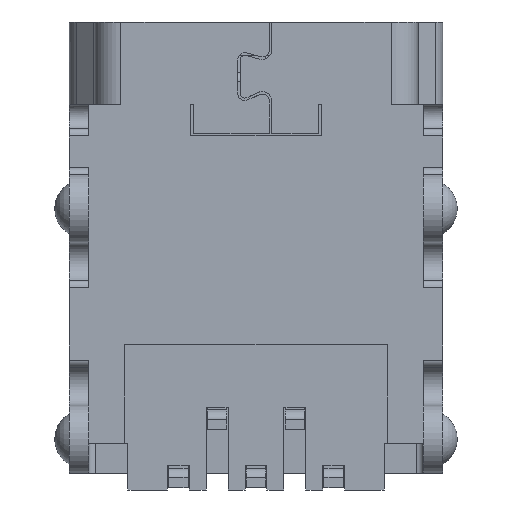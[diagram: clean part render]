
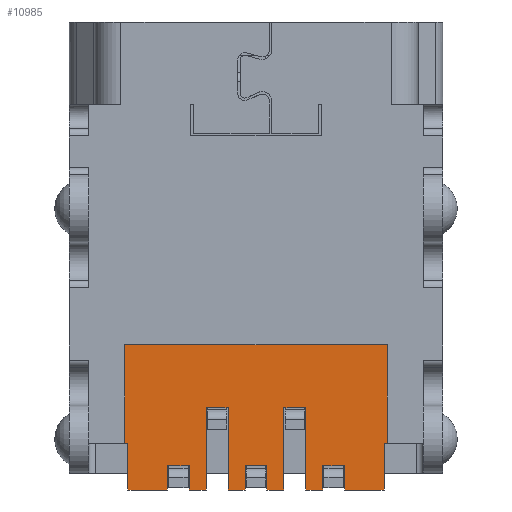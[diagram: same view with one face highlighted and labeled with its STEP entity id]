
A CAD part, front view. The second image highlights one B-rep face of the part: STEP entity #10985.
In plain terms, the highlighted planar face has unit normal (0, -1, 0).
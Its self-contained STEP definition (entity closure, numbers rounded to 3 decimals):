
#1891=DIRECTION('',(0.,0.,1.));
#1892=VECTOR('',#1891,0.5);
#1893=CARTESIAN_POINT('',(-0.225,-1.5,-9.65));
#1894=LINE('',#1893,#1892);
#1895=DIRECTION('',(1.,0.,0.));
#1896=VECTOR('',#1895,0.35);
#1897=CARTESIAN_POINT('',(-0.575,-1.5,-9.65));
#1898=LINE('',#1897,#1896);
#1899=DIRECTION('',(0.,0.,-1.));
#1900=VECTOR('',#1899,1.7);
#1901=CARTESIAN_POINT('',(-0.575,-1.5,-7.95));
#1902=LINE('',#1901,#1900);
#1903=DIRECTION('',(1.,0.,0.));
#1904=VECTOR('',#1903,0.45);
#1905=CARTESIAN_POINT('',(-1.025,-1.5,-7.95));
#1906=LINE('',#1905,#1904);
#1907=DIRECTION('',(1.,0.,0.));
#1908=VECTOR('',#1907,0.35);
#1909=CARTESIAN_POINT('',(-1.375,-1.5,-9.65));
#1910=LINE('',#1909,#1908);
#1911=DIRECTION('',(1.,0.,0.));
#1912=VECTOR('',#1911,0.815);
#1913=CARTESIAN_POINT('',(-2.64,-1.5,-9.65));
#1914=LINE('',#1913,#1912);
#1915=DIRECTION('',(1.,0.,0.));
#1916=VECTOR('',#1915,0.07);
#1917=CARTESIAN_POINT('',(-2.71,-1.5,-8.69));
#1918=LINE('',#1917,#1916);
#1919=DIRECTION('',(1.,0.,0.));
#1920=VECTOR('',#1919,0.07);
#1921=CARTESIAN_POINT('',(2.64,-1.5,-8.69));
#1922=LINE('',#1921,#1920);
#1923=DIRECTION('',(1.,0.,0.));
#1924=VECTOR('',#1923,0.815);
#1925=CARTESIAN_POINT('',(1.825,-1.5,-9.65));
#1926=LINE('',#1925,#1924);
#1927=DIRECTION('',(1.,0.,0.));
#1928=VECTOR('',#1927,0.35);
#1929=CARTESIAN_POINT('',(1.025,-1.5,-9.65));
#1930=LINE('',#1929,#1928);
#1931=DIRECTION('',(1.,0.,0.));
#1932=VECTOR('',#1931,0.35);
#1933=CARTESIAN_POINT('',(0.225,-1.5,-9.65));
#1934=LINE('',#1933,#1932);
#1939=DIRECTION('',(0.,0.,1.));
#1940=VECTOR('',#1939,1.7);
#1941=CARTESIAN_POINT('',(-1.025,-1.5,-9.65));
#1942=LINE('',#1941,#1940);
#1963=DIRECTION('',(0.,0.,-1.));
#1964=VECTOR('',#1963,0.5);
#1965=CARTESIAN_POINT('',(-1.375,-1.5,-9.15));
#1966=LINE('',#1965,#1964);
#1967=DIRECTION('',(1.,0.,0.));
#1968=VECTOR('',#1967,0.45);
#1969=CARTESIAN_POINT('',(-1.825,-1.5,-9.15));
#1970=LINE('',#1969,#1968);
#1983=DIRECTION('',(0.,0.,1.));
#1984=VECTOR('',#1983,0.5);
#1985=CARTESIAN_POINT('',(-1.825,-1.5,-9.65));
#1986=LINE('',#1985,#1984);
#2011=DIRECTION('',(0.,0.,-1.));
#2012=VECTOR('',#2011,0.96);
#2013=CARTESIAN_POINT('',(-2.64,-1.5,-8.69));
#2014=LINE('',#2013,#2012);
#3029=DIRECTION('',(0.,0.,1.));
#3030=VECTOR('',#3029,2.04);
#3031=CARTESIAN_POINT('',(2.71,-1.5,-8.69));
#3032=LINE('',#3031,#3030);
#3045=DIRECTION('',(-1.,0.,0.));
#3046=VECTOR('',#3045,5.42);
#3047=CARTESIAN_POINT('',(2.71,-1.5,-6.65));
#3048=LINE('',#3047,#3046);
#3057=DIRECTION('',(0.,0.,-1.));
#3058=VECTOR('',#3057,2.04);
#3059=CARTESIAN_POINT('',(-2.71,-1.5,-6.65));
#3060=LINE('',#3059,#3058);
#3814=DIRECTION('',(0.,0.,1.));
#3815=VECTOR('',#3814,0.96);
#3816=CARTESIAN_POINT('',(2.64,-1.5,-9.65));
#3817=LINE('',#3816,#3815);
#3838=DIRECTION('',(0.,0.,-1.));
#3839=VECTOR('',#3838,0.5);
#3840=CARTESIAN_POINT('',(1.825,-1.5,-9.15));
#3841=LINE('',#3840,#3839);
#3842=DIRECTION('',(1.,0.,0.));
#3843=VECTOR('',#3842,0.45);
#3844=CARTESIAN_POINT('',(1.375,-1.5,-9.15));
#3845=LINE('',#3844,#3843);
#3858=DIRECTION('',(0.,0.,1.));
#3859=VECTOR('',#3858,0.5);
#3860=CARTESIAN_POINT('',(1.375,-1.5,-9.65));
#3861=LINE('',#3860,#3859);
#3882=DIRECTION('',(0.,0.,-1.));
#3883=VECTOR('',#3882,1.7);
#3884=CARTESIAN_POINT('',(1.025,-1.5,-7.95));
#3885=LINE('',#3884,#3883);
#3886=DIRECTION('',(1.,0.,0.));
#3887=VECTOR('',#3886,0.45);
#3888=CARTESIAN_POINT('',(0.575,-1.5,-7.95));
#3889=LINE('',#3888,#3887);
#3902=DIRECTION('',(0.,0.,1.));
#3903=VECTOR('',#3902,1.7);
#3904=CARTESIAN_POINT('',(0.575,-1.5,-9.65));
#3905=LINE('',#3904,#3903);
#3926=DIRECTION('',(0.,0.,-1.));
#3927=VECTOR('',#3926,0.5);
#3928=CARTESIAN_POINT('',(0.225,-1.5,-9.15));
#3929=LINE('',#3928,#3927);
#3930=DIRECTION('',(1.,0.,0.));
#3931=VECTOR('',#3930,0.45);
#3932=CARTESIAN_POINT('',(-0.225,-1.5,-9.15));
#3933=LINE('',#3932,#3931);
#6760=CARTESIAN_POINT('',(2.71,-1.5,-8.69));
#6761=VERTEX_POINT('',#6760);
#6762=CARTESIAN_POINT('',(2.64,-1.5,-8.69));
#6763=VERTEX_POINT('',#6762);
#6767=CARTESIAN_POINT('',(-2.64,-1.5,-8.69));
#6769=VERTEX_POINT('',#6767);
#6770=CARTESIAN_POINT('',(-2.71,-1.5,-8.69));
#6771=VERTEX_POINT('',#6770);
#7044=CARTESIAN_POINT('',(-0.225,-1.5,-9.65));
#7045=VERTEX_POINT('',#7044);
#7046=CARTESIAN_POINT('',(-0.225,-1.5,-9.15));
#7047=VERTEX_POINT('',#7046);
#7048=CARTESIAN_POINT('',(-0.575,-1.5,-9.65));
#7049=VERTEX_POINT('',#7048);
#7050=CARTESIAN_POINT('',(0.225,-1.5,-9.65));
#7051=VERTEX_POINT('',#7050);
#7052=CARTESIAN_POINT('',(0.575,-1.5,-9.65));
#7053=VERTEX_POINT('',#7052);
#7054=CARTESIAN_POINT('',(1.375,-1.5,-9.65));
#7055=VERTEX_POINT('',#7054);
#7056=CARTESIAN_POINT('',(1.025,-1.5,-9.65));
#7057=VERTEX_POINT('',#7056);
#7058=CARTESIAN_POINT('',(1.825,-1.5,-9.65));
#7059=VERTEX_POINT('',#7058);
#7060=CARTESIAN_POINT('',(2.64,-1.5,-9.65));
#7061=VERTEX_POINT('',#7060);
#7062=CARTESIAN_POINT('',(-1.825,-1.5,-9.65));
#7063=VERTEX_POINT('',#7062);
#7064=CARTESIAN_POINT('',(-2.64,-1.5,-9.65));
#7065=VERTEX_POINT('',#7064);
#7066=CARTESIAN_POINT('',(-1.375,-1.5,-9.65));
#7067=VERTEX_POINT('',#7066);
#7068=CARTESIAN_POINT('',(-1.025,-1.5,-9.65));
#7069=VERTEX_POINT('',#7068);
#7070=CARTESIAN_POINT('',(-0.575,-1.5,-7.95));
#7071=VERTEX_POINT('',#7070);
#7072=CARTESIAN_POINT('',(-1.025,-1.5,-7.95));
#7073=VERTEX_POINT('',#7072);
#7074=CARTESIAN_POINT('',(-1.375,-1.5,-9.15));
#7075=VERTEX_POINT('',#7074);
#7076=CARTESIAN_POINT('',(-1.825,-1.5,-9.15));
#7077=VERTEX_POINT('',#7076);
#7078=CARTESIAN_POINT('',(-2.71,-1.5,-6.65));
#7079=VERTEX_POINT('',#7078);
#7080=CARTESIAN_POINT('',(2.71,-1.5,-6.65));
#7081=VERTEX_POINT('',#7080);
#7082=CARTESIAN_POINT('',(1.825,-1.5,-9.15));
#7083=VERTEX_POINT('',#7082);
#7084=CARTESIAN_POINT('',(1.375,-1.5,-9.15));
#7085=VERTEX_POINT('',#7084);
#7086=CARTESIAN_POINT('',(1.025,-1.5,-7.95));
#7087=VERTEX_POINT('',#7086);
#7088=CARTESIAN_POINT('',(0.575,-1.5,-7.95));
#7089=VERTEX_POINT('',#7088);
#7090=CARTESIAN_POINT('',(0.225,-1.5,-9.15));
#7091=VERTEX_POINT('',#7090);
#10927=CARTESIAN_POINT('',(0.,-1.5,-8.15));
#10928=DIRECTION('',(0.,1.,0.));
#10929=DIRECTION('',(1.,0.,0.));
#10930=AXIS2_PLACEMENT_3D('',#10927,#10928,#10929);
#10931=PLANE('',#10930);
#10932=ORIENTED_EDGE('',*,*,#10877,.F.);
#10933=ORIENTED_EDGE('',*,*,#10894,.F.);
#10934=ORIENTED_EDGE('',*,*,#10908,.F.);
#10935=ORIENTED_EDGE('',*,*,#10918,.F.);
#10937=ORIENTED_EDGE('',*,*,#10936,.F.);
#10939=ORIENTED_EDGE('',*,*,#10938,.F.);
#10941=ORIENTED_EDGE('',*,*,#10940,.F.);
#10943=ORIENTED_EDGE('',*,*,#10942,.F.);
#10945=ORIENTED_EDGE('',*,*,#10944,.F.);
#10947=ORIENTED_EDGE('',*,*,#10946,.F.);
#10949=ORIENTED_EDGE('',*,*,#10948,.F.);
#10951=ORIENTED_EDGE('',*,*,#10950,.F.);
#10953=ORIENTED_EDGE('',*,*,#10952,.F.);
#10955=ORIENTED_EDGE('',*,*,#10954,.F.);
#10957=ORIENTED_EDGE('',*,*,#10956,.F.);
#10958=ORIENTED_EDGE('',*,*,#10779,.F.);
#10960=ORIENTED_EDGE('',*,*,#10959,.F.);
#10962=ORIENTED_EDGE('',*,*,#10961,.F.);
#10964=ORIENTED_EDGE('',*,*,#10963,.F.);
#10966=ORIENTED_EDGE('',*,*,#10965,.F.);
#10968=ORIENTED_EDGE('',*,*,#10967,.F.);
#10970=ORIENTED_EDGE('',*,*,#10969,.F.);
#10972=ORIENTED_EDGE('',*,*,#10971,.F.);
#10974=ORIENTED_EDGE('',*,*,#10973,.F.);
#10976=ORIENTED_EDGE('',*,*,#10975,.F.);
#10978=ORIENTED_EDGE('',*,*,#10977,.F.);
#10980=ORIENTED_EDGE('',*,*,#10979,.F.);
#10982=ORIENTED_EDGE('',*,*,#10981,.F.);
#10983=EDGE_LOOP('',(#10932,#10933,#10934,#10935,#10937,#10939,#10941,#10943,
#10945,#10947,#10949,#10951,#10953,#10955,#10957,#10958,#10960,#10962,#10964,
#10966,#10968,#10970,#10972,#10974,#10976,#10978,#10980,#10982));
#10984=FACE_OUTER_BOUND('',#10983,.F.);
#10779=EDGE_CURVE('',#6763,#6761,#1922,.T.);
#10877=EDGE_CURVE('',#7045,#7047,#1894,.T.);
#10894=EDGE_CURVE('',#7049,#7045,#1898,.T.);
#10908=EDGE_CURVE('',#7071,#7049,#1902,.T.);
#10918=EDGE_CURVE('',#7073,#7071,#1906,.T.);
#10936=EDGE_CURVE('',#7069,#7073,#1942,.T.);
#10938=EDGE_CURVE('',#7067,#7069,#1910,.T.);
#10940=EDGE_CURVE('',#7075,#7067,#1966,.T.);
#10942=EDGE_CURVE('',#7077,#7075,#1970,.T.);
#10944=EDGE_CURVE('',#7063,#7077,#1986,.T.);
#10946=EDGE_CURVE('',#7065,#7063,#1914,.T.);
#10948=EDGE_CURVE('',#6769,#7065,#2014,.T.);
#10950=EDGE_CURVE('',#6771,#6769,#1918,.T.);
#10952=EDGE_CURVE('',#7079,#6771,#3060,.T.);
#10954=EDGE_CURVE('',#7081,#7079,#3048,.T.);
#10956=EDGE_CURVE('',#6761,#7081,#3032,.T.);
#10959=EDGE_CURVE('',#7061,#6763,#3817,.T.);
#10961=EDGE_CURVE('',#7059,#7061,#1926,.T.);
#10963=EDGE_CURVE('',#7083,#7059,#3841,.T.);
#10965=EDGE_CURVE('',#7085,#7083,#3845,.T.);
#10967=EDGE_CURVE('',#7055,#7085,#3861,.T.);
#10969=EDGE_CURVE('',#7057,#7055,#1930,.T.);
#10971=EDGE_CURVE('',#7087,#7057,#3885,.T.);
#10973=EDGE_CURVE('',#7089,#7087,#3889,.T.);
#10975=EDGE_CURVE('',#7053,#7089,#3905,.T.);
#10977=EDGE_CURVE('',#7051,#7053,#1934,.T.);
#10979=EDGE_CURVE('',#7091,#7051,#3929,.T.);
#10981=EDGE_CURVE('',#7047,#7091,#3933,.T.);
#10985=ADVANCED_FACE('',(#10984),#10931,.F.);
